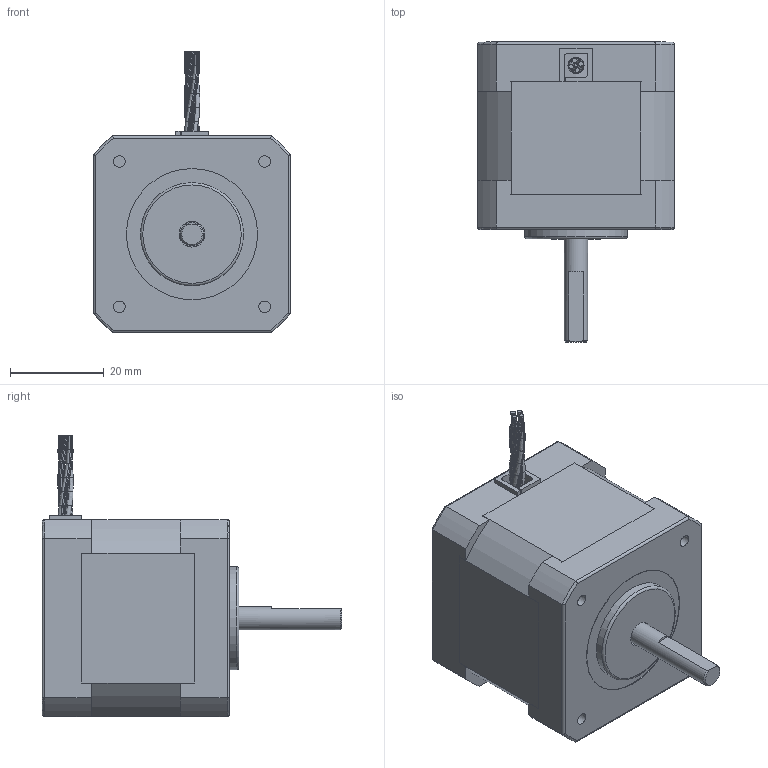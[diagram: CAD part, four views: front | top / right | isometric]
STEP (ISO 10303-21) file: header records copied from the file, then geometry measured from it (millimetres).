
FILE_DESCRIPTION(('FreeCAD Model'),'2;1');
FILE_NAME('Open CASCADE Shape Model','2021-10-25T03:39:11',(''),(''), 'Open CASCADE STEP processor 7.5','FreeCAD','Unknown');
FILE_SCHEMA(('AUTOMOTIVE_DESIGN { 1 0 10303 214 1 1 1 1 }'));
Length unit declared in the file: millimetre
Products named in the file (20): NEMA17_40_III; Frontplate; Backplate; Connenctor; Housing; Bearing dummy; Bearing dummy 01; Core; M3x34-Screw; M3x34-Screw001; M3x34-Screw002; M3x34-Screw003; Cable-1of4; Copper-1of4; Cable-2of4; Copper-4of4; Cable-3of4; Copper-3of4; Cable-4of4; Copper-2of4
Assembly tree (19 placements, depth 2):
  NEMA17_40_III
    Frontplate
    Backplate
    Connenctor
    Housing
    Bearing dummy
    Bearing dummy 01
    Core
    M3x34-Screw
    M3x34-Screw001
    M3x34-Screw002
    M3x34-Screw003
    Cable-1of4
    Copper-1of4
    Cable-2of4
    Copper-4of4
    Cable-3of4
    Copper-3of4
    Cable-4of4
    Copper-2of4
Bounding box: 42 x 64 x 60 mm (x, y, z)
Volume: 53670.7 mm3; surface area: 33460.4 mm2
Topology: 19 solids, 19 shells, 698 faces, 1559 edges, 937 vertices
Faces by surface type: bspline 352, plane 193, cylinder 91, cone 29, revolution 24, torus 9
Full cylindrical faces by diameter (mm): 2.46 x12, 3 x8, 5 x1, 5.5 x1, 6 x4, 8 x5, 11.4 x4, 12 x6, 16 x1, 17.8 x4, 18.4 x4, 22 x5, 28 x3, 30 x2, 35 x1
Entity records: 27552 total; most frequent: CARTESIAN_POINT 12698, ORIENTED_EDGE 3110, DIRECTION 2754, EDGE_CURVE 1555, AXIS2_PLACEMENT_3D 1183, VERTEX_POINT 937, FACE_BOUND 782, EDGE_LOOP 782
